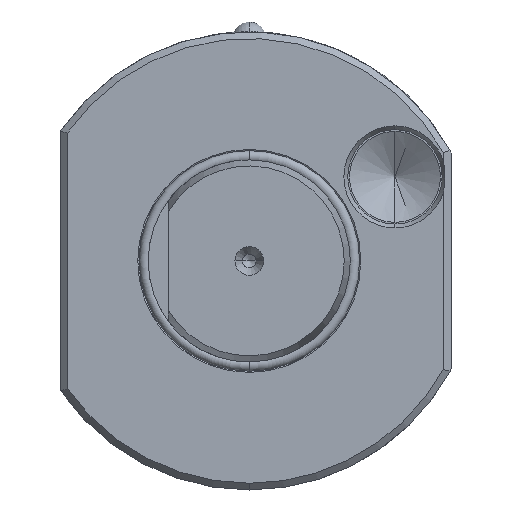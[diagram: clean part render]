
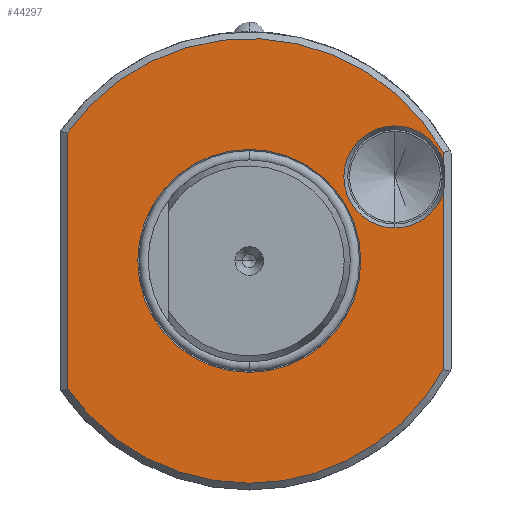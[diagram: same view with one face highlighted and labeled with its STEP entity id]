
A CAD part, left-side view. The second image highlights one B-rep face of the part: STEP entity #44297.
In plain terms, the highlighted planar face has unit normal (-1, 0, 0).
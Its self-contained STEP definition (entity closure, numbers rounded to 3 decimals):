
#1727 = EDGE_CURVE ( 'NONE', #36199, #36198, #10839, .T. ) ;
#2294 = EDGE_CURVE ( 'NONE', #36255, #36243, #9454, .T. ) ;
#2303 = EDGE_CURVE ( 'NONE', #36252, #36251, #9412, .T. ) ;
#2341 = AXIS2_PLACEMENT_3D ( 'NONE', #46069, #46050, #46052 ) ;
#2451 = EDGE_CURVE ( 'NONE', #36243, #36357, #9668, .T. ) ;
#2452 = EDGE_CURVE ( 'NONE', #36370, #36443, #9682, .T. ) ;
#2479 = EDGE_CURVE ( 'NONE', #36443, #36374, #9696, .T. ) ;
#2482 = EDGE_CURVE ( 'NONE', #36357, #36370, #9718, .T. ) ;
#2517 = EDGE_CURVE ( 'NONE', #36394, #36252, #9445, .T. ) ;
#2525 = EDGE_CURVE ( 'NONE', #36251, #36255, #10747, .T. ) ;
#2538 = EDGE_CURVE ( 'NONE', #36198, #36199, #19981, .T. ) ;
#8314 = EDGE_CURVE ( 'NONE', #36374, #36394, #20986, .T. ) ;
#9412 = CIRCLE ( 'NONE', #53666, 7.577 ) ;
#9419 = VECTOR ( 'NONE', #30811, 1000. ) ;
#9445 = LINE ( 'NONE', #30793, #9419 ) ;
#9454 = CIRCLE ( 'NONE', #53680, 7.577 ) ;
#9668 = LINE ( 'NONE', #48291, #9676 ) ;
#9676 = VECTOR ( 'NONE', #48306, 1000. ) ;
#9682 = LINE ( 'NONE', #48354, #9775 ) ;
#9696 = CIRCLE ( 'NONE', #53693, 33. ) ;
#9718 = CIRCLE ( 'NONE', #53701, 33. ) ;
#9775 = VECTOR ( 'NONE', #48336, 1000. ) ;
#10747 = CIRCLE ( 'NONE', #53683, 7.577 ) ;
#10839 = CIRCLE ( 'NONE', #2341, 16.55 ) ;
#15086 = CARTESIAN_POINT ( 'NONE',  ( 2., 0., 0. ) ) ;
#15087 = DIRECTION ( 'NONE',  ( -1., 0., 0. ) ) ;
#15090 = DIRECTION ( 'NONE',  ( 0., 0., 1. ) ) ;
#19981 = CIRCLE ( 'NONE', #53713, 16.55 ) ;
#20986 = CIRCLE ( 'NONE', #53806, 33. ) ;
#30594 = DIRECTION ( 'NONE',  ( 0., 0., 1. ) ) ;
#30610 = DIRECTION ( 'NONE',  ( -1., 0., 0. ) ) ;
#30620 = CARTESIAN_POINT ( 'NONE',  ( 2., 0., 0. ) ) ;
#30644 = CARTESIAN_POINT ( 'NONE',  ( 2., 0., 0. ) ) ;
#30654 = DIRECTION ( 'NONE',  ( -1., 0., 0. ) ) ;
#30681 = DIRECTION ( 'NONE',  ( 0., 0., 1. ) ) ;
#30793 = CARTESIAN_POINT ( 'NONE',  ( 2., -28.8, 0. ) ) ;
#30811 = DIRECTION ( 'NONE',  ( 0., 0., 1. ) ) ;
#30826 = DIRECTION ( 'NONE',  ( 1., 0., 0. ) ) ;
#30841 = CARTESIAN_POINT ( 'NONE',  ( 2., -21.62, 12.47 ) ) ;
#30853 = DIRECTION ( 'NONE',  ( 0., 0., 1. ) ) ;
#30954 = CARTESIAN_POINT ( 'NONE',  ( 2., 0., 0. ) ) ;
#30955 = DIRECTION ( 'NONE',  ( 1., 0., 0. ) ) ;
#30959 = DIRECTION ( 'NONE',  ( 0., 1., 0. ) ) ;
#32306 = AXIS2_PLACEMENT_3D ( 'NONE', #50804, #50815, #50809 ) ;
#36198 = VERTEX_POINT ( 'NONE', #43474 ) ;
#36199 = VERTEX_POINT ( 'NONE', #43462 ) ;
#36243 = VERTEX_POINT ( 'NONE', #43486 ) ;
#36251 = VERTEX_POINT ( 'NONE', #43458 ) ;
#36252 = VERTEX_POINT ( 'NONE', #43459 ) ;
#36255 = VERTEX_POINT ( 'NONE', #43525 ) ;
#36357 = VERTEX_POINT ( 'NONE', #43571 ) ;
#36370 = VERTEX_POINT ( 'NONE', #43608 ) ;
#36374 = VERTEX_POINT ( 'NONE', #43597 ) ;
#36394 = VERTEX_POINT ( 'NONE', #43639 ) ;
#36443 = VERTEX_POINT ( 'NONE', #43674 ) ;
#41352 = ORIENTED_EDGE ( 'NONE', *, *, #2452, .T. ) ;
#41354 = ORIENTED_EDGE ( 'NONE', *, *, #2294, .T. ) ;
#41357 = ORIENTED_EDGE ( 'NONE', *, *, #2482, .T. ) ;
#41360 = ORIENTED_EDGE ( 'NONE', *, *, #2451, .T. ) ;
#41366 = ORIENTED_EDGE ( 'NONE', *, *, #2538, .T. ) ;
#41372 = ORIENTED_EDGE ( 'NONE', *, *, #2479, .T. ) ;
#41373 = ORIENTED_EDGE ( 'NONE', *, *, #8314, .T. ) ;
#41379 = ORIENTED_EDGE ( 'NONE', *, *, #2517, .T. ) ;
#42007 = DIRECTION ( 'NONE',  ( 1., 0., 0. ) ) ;
#42013 = CARTESIAN_POINT ( 'NONE',  ( 2., -21.62, 12.47 ) ) ;
#42020 = CARTESIAN_POINT ( 'NONE',  ( 2., -21.62, 12.47 ) ) ;
#42022 = DIRECTION ( 'NONE',  ( 0., 0., 1. ) ) ;
#42034 = DIRECTION ( 'NONE',  ( 1., 0., 0. ) ) ;
#42037 = DIRECTION ( 'NONE',  ( 0., 0., 1. ) ) ;
#43458 = CARTESIAN_POINT ( 'NONE',  ( 2., -21.62, 4.893 ) ) ;
#43459 = CARTESIAN_POINT ( 'NONE',  ( 2., -28.8, 10.048 ) ) ;
#43462 = CARTESIAN_POINT ( 'NONE',  ( 2., -16.55, 0. ) ) ;
#43474 = CARTESIAN_POINT ( 'NONE',  ( 2., 16.55, 0. ) ) ;
#43486 = CARTESIAN_POINT ( 'NONE',  ( 2., -28.8, 14.892 ) ) ;
#43525 = CARTESIAN_POINT ( 'NONE',  ( 2., -21.62, 20.047 ) ) ;
#43571 = CARTESIAN_POINT ( 'NONE',  ( 2., -28.8, 16.111 ) ) ;
#43597 = CARTESIAN_POINT ( 'NONE',  ( 2., 0., -33. ) ) ;
#43608 = CARTESIAN_POINT ( 'NONE',  ( 2., 27., 18.974 ) ) ;
#43639 = CARTESIAN_POINT ( 'NONE',  ( 2., -28.8, -16.111 ) ) ;
#43674 = CARTESIAN_POINT ( 'NONE',  ( 2., 27., -18.974 ) ) ;
#44297 = ADVANCED_FACE ( 'NONE', ( #52804, #52820 ), #50818, .T. ) ;
#46050 = DIRECTION ( 'NONE',  ( 1., 0., 0. ) ) ;
#46052 = DIRECTION ( 'NONE',  ( 0., 1., 0. ) ) ;
#46069 = CARTESIAN_POINT ( 'NONE',  ( 2., 0., 0. ) ) ;
#48291 = CARTESIAN_POINT ( 'NONE',  ( 2., -28.8, 0. ) ) ;
#48306 = DIRECTION ( 'NONE',  ( 0., 0., 1. ) ) ;
#48336 = DIRECTION ( 'NONE',  ( 0., 0., -1. ) ) ;
#48354 = CARTESIAN_POINT ( 'NONE',  ( 2., 27., 0. ) ) ;
#49724 = ORIENTED_EDGE ( 'NONE', *, *, #2525, .T. ) ;
#50153 = ORIENTED_EDGE ( 'NONE', *, *, #1727, .T. ) ;
#50184 = ORIENTED_EDGE ( 'NONE', *, *, #2303, .T. ) ;
#50804 = CARTESIAN_POINT ( 'NONE',  ( 2., 15., 0. ) ) ;
#50809 = DIRECTION ( 'NONE',  ( 0., 0., 1. ) ) ;
#50815 = DIRECTION ( 'NONE',  ( -1., 0., 0. ) ) ;
#50818 = PLANE ( 'NONE',  #32306 ) ;
#52804 = FACE_OUTER_BOUND ( 'NONE', #53620, .T. ) ;
#52820 = FACE_BOUND ( 'NONE', #54217, .T. ) ;
#53620 = EDGE_LOOP ( 'NONE', ( #41372, #41373, #41379, #50184, #49724, #41354, #41360, #41357, #41352 ) ) ;
#53666 = AXIS2_PLACEMENT_3D ( 'NONE', #42020, #42034, #42037 ) ;
#53680 = AXIS2_PLACEMENT_3D ( 'NONE', #42013, #42007, #42022 ) ;
#53683 = AXIS2_PLACEMENT_3D ( 'NONE', #30841, #30826, #30853 ) ;
#53693 = AXIS2_PLACEMENT_3D ( 'NONE', #30620, #30610, #30594 ) ;
#53701 = AXIS2_PLACEMENT_3D ( 'NONE', #30644, #30654, #30681 ) ;
#53713 = AXIS2_PLACEMENT_3D ( 'NONE', #30954, #30955, #30959 ) ;
#53806 = AXIS2_PLACEMENT_3D ( 'NONE', #15086, #15087, #15090 ) ;
#54217 = EDGE_LOOP ( 'NONE', ( #50153, #41366 ) ) ;
